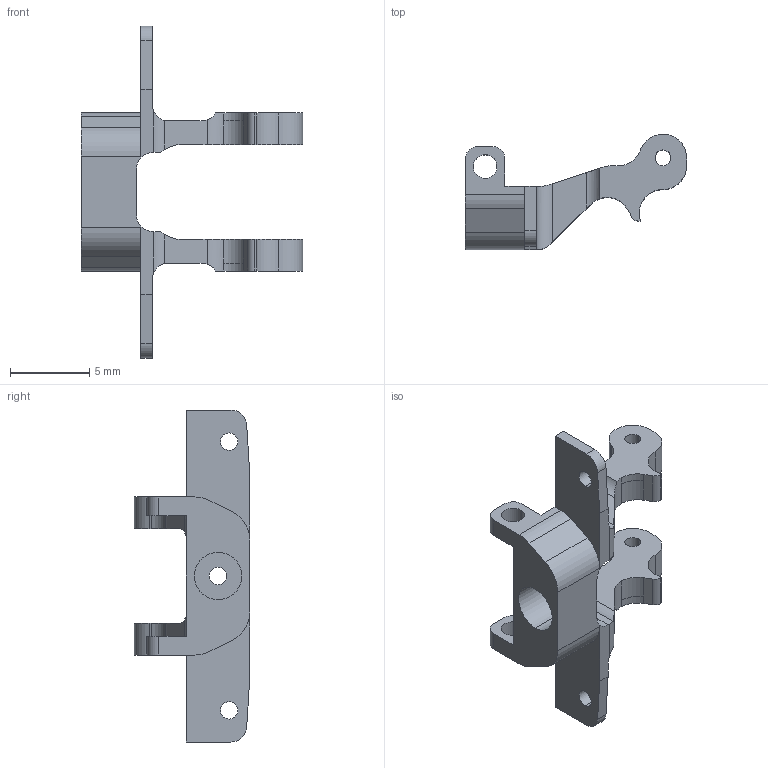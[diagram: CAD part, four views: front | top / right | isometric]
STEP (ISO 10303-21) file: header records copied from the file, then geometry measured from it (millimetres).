
FILE_DESCRIPTION (( 'STEP AP214' ), '1' );
FILE_NAME ('Corps de pince_a.STEP', '2020-06-16T21:15:29', ( '' ), ( '' ), 'SwSTEP 2.0', 'SolidWorks 2014', '' );
FILE_SCHEMA (( 'AUTOMOTIVE_DESIGN' ));
Length unit declared in the file: millimetre
Products named in the file (1): Corps de pince_a
Bounding box: 14 x 7.3 x 21 mm (x, y, z)
Volume: 264.8 mm3; surface area: 560.4 mm2
Topology: 1 solids, 1 shells, 102 faces, 297 edges, 198 vertices
Faces by surface type: cylinder 57, plane 45
Entity records: 3489 total; most frequent: CARTESIAN_POINT 680, ORIENTED_EDGE 594, DIRECTION 581, EDGE_CURVE 297, AXIS2_PLACEMENT_3D 203, VERTEX_POINT 198, VECTOR 175, LINE 175
